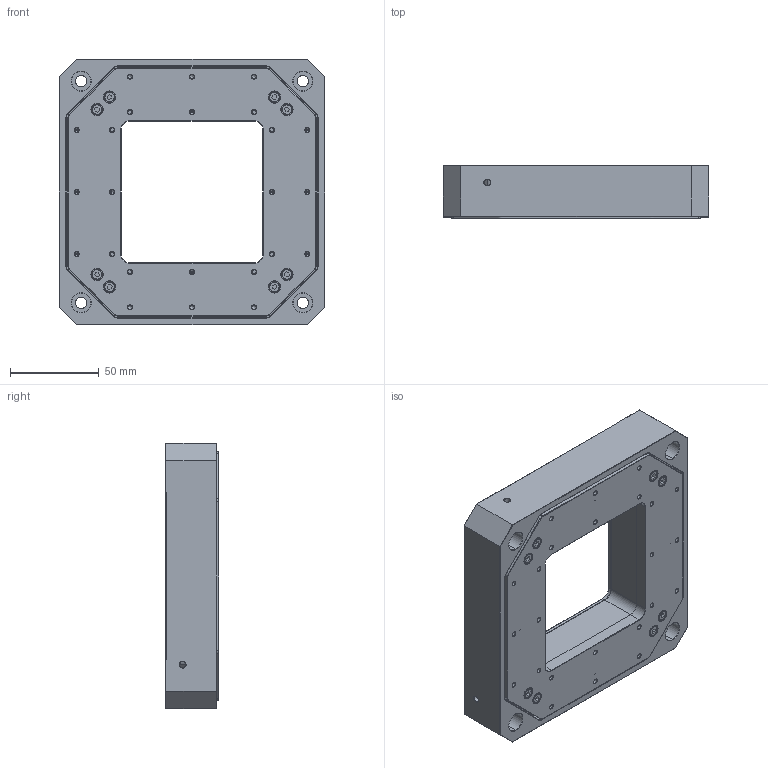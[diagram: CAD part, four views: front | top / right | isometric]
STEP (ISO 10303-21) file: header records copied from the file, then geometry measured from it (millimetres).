
FILE_DESCRIPTION (( 'STEP AP203' ), '1' );
FILE_NAME ('Carrier.S100.ZTT.C_enduser.STEP', '2025-06-12T03:13:16', ( '' ), ( '' ), 'SwSTEP 2.0', 'SolidWorks 2020', '' );
FILE_SCHEMA (( 'CONFIG_CONTROL_DESIGN' ));
Length unit declared in the file: millimetre
Products named in the file (5): Carrier.S100.ZTT.C_enduser; 复件 M3-D5.5T2.0L3^ZTT_100_渲染_M3×10; 复件 cover_down^ZTT_100_渲染; 复件 down_1^ZTT_100_渲染; 复件 Base_1^ZTT_100_渲染
Assembly tree (11 placements, depth 2):
  Carrier.S100.ZTT.C_enduser
    复件 Base_1^ZTT_100_渲染
    复件 down_1^ZTT_100_渲染
    复件 cover_down^ZTT_100_渲染
    复件 M3-D5.5T2.0L3^ZTT_100_渲染_M3×10  x8
Bounding box: 150 x 30 x 150 mm (x, y, z)
Volume: 453365.4 mm3; surface area: 124088.9 mm2
Topology: 11 solids, 51 shells, 962 faces, 2172 edges, 1298 vertices
Faces by surface type: plane 344, cylinder 328, cone 258, torus 32
Entity records: 23437 total; most frequent: DIRECTION 4202, CARTESIAN_POINT 4050, ORIENTED_EDGE 3612, EDGE_CURVE 1806, AXIS2_PLACEMENT_3D 1608, VERTEX_POINT 1116, VECTOR 986, LINE 986
